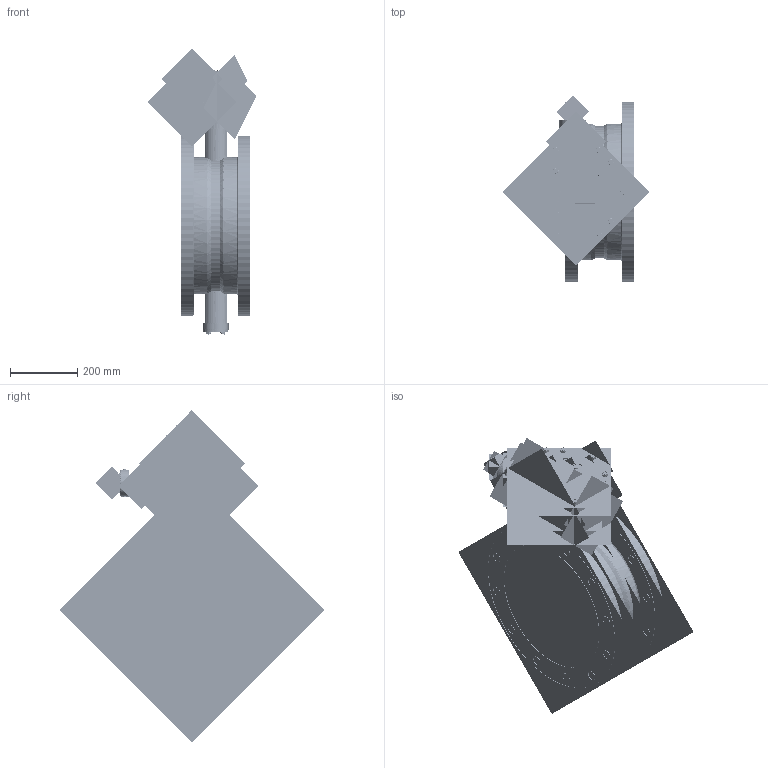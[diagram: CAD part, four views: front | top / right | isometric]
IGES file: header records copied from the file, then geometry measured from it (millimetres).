
Start section:  PTC IGES file: class_250ii_fl_x_fl-14-inch-nut_asm.igs
Global section: file name: class_250ii_fl_x_fl-14-inch-nut_asm.igs; native system: Creo Parametric by Parametric Technology Corporation; preprocessor: 2013050; author: HAPPY; organization: Unknown; date: 20161214.164617; units: inch
Bounding box: 435.24 x 784.65 x 985.31 mm (x, y, z)
Volume: 22771646.1 mm3; surface area: 12259842.2 mm2
Topology: 23 solids, 23 shells, 5148 faces, 28292 edges, 36991 vertices
Faces by surface type: revolution 4548, bspline 600
